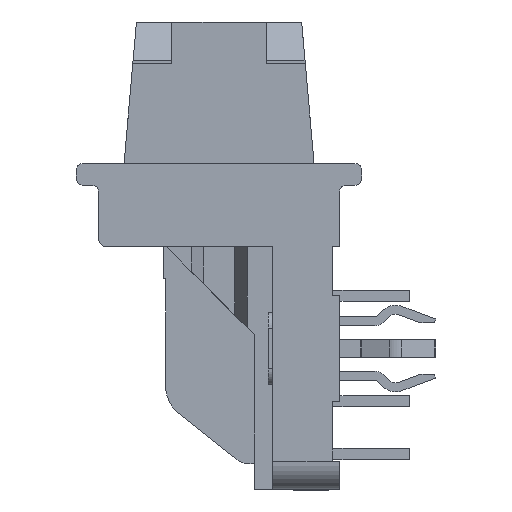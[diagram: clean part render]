
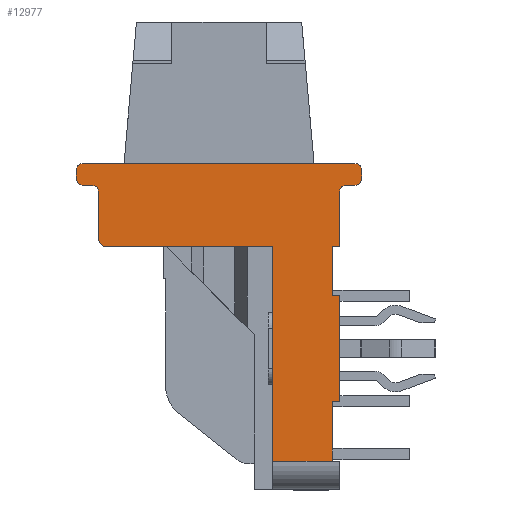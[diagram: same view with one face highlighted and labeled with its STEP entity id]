
A CAD part, left-side view. The second image highlights one B-rep face of the part: STEP entity #12977.
In plain terms, the highlighted planar face has unit normal (-1, 0, 0).
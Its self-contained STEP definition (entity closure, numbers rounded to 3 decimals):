
#1202=DIRECTION('',(0.,-1.,0.));
#1203=VECTOR('',#1202,6.02);
#1204=CARTESIAN_POINT('',(-26.226,4.089,-8.001));
#1205=LINE('',#1204,#1203);
#1322=DIRECTION('',(0.,0.,1.));
#1323=VECTOR('',#1322,3.81);
#1324=CARTESIAN_POINT('',(-26.226,-4.343,-13.589));
#1325=LINE('',#1324,#1323);
#1334=DIRECTION('',(0.,0.,1.));
#1335=VECTOR('',#1334,1.956);
#1336=CARTESIAN_POINT('',(-26.226,-4.343,-8.001));
#1337=LINE('',#1336,#1335);
#1492=DIRECTION('',(0.,1.,0.));
#1493=VECTOR('',#1492,2.159);
#1494=CARTESIAN_POINT('',(-26.226,-4.089,-15.748));
#1495=LINE('',#1494,#1493);
#1496=CARTESIAN_POINT('',(-26.226,4.089,-7.747));
#1497=DIRECTION('',(1.,0.,0.));
#1498=DIRECTION('',(0.,0.,-1.));
#1499=AXIS2_PLACEMENT_3D('',#1496,#1497,#1498);
#1501=DIRECTION('',(0.,0.,1.));
#1502=VECTOR('',#1501,1.702);
#1503=CARTESIAN_POINT('',(-26.226,4.343,-7.747));
#1504=LINE('',#1503,#1502);
#1505=CARTESIAN_POINT('',(-26.226,4.597,-6.045));
#1506=DIRECTION('',(-1.,0.,0.));
#1507=DIRECTION('',(0.,-1.,0.));
#1508=AXIS2_PLACEMENT_3D('',#1505,#1506,#1507);
#1510=DIRECTION('',(0.,1.,0.));
#1511=VECTOR('',#1510,0.305);
#1512=CARTESIAN_POINT('',(-26.226,4.597,-5.791));
#1513=LINE('',#1512,#1511);
#1514=CARTESIAN_POINT('',(-26.226,4.902,-5.537));
#1515=DIRECTION('',(1.,0.,0.));
#1516=DIRECTION('',(0.,0.,-1.));
#1517=AXIS2_PLACEMENT_3D('',#1514,#1515,#1516);
#1519=DIRECTION('',(0.,0.,1.));
#1520=VECTOR('',#1519,0.279);
#1521=CARTESIAN_POINT('',(-26.226,5.156,-5.537));
#1522=LINE('',#1521,#1520);
#1523=CARTESIAN_POINT('',(-26.226,4.902,-5.258));
#1524=DIRECTION('',(1.,0.,0.));
#1525=DIRECTION('',(0.,1.,0.));
#1526=AXIS2_PLACEMENT_3D('',#1523,#1524,#1525);
#1528=DIRECTION('',(0.,-1.,0.));
#1529=VECTOR('',#1528,9.804);
#1530=CARTESIAN_POINT('',(-26.226,4.902,-5.004));
#1531=LINE('',#1530,#1529);
#1532=CARTESIAN_POINT('',(-26.226,-4.902,-5.258));
#1533=DIRECTION('',(1.,0.,0.));
#1534=DIRECTION('',(0.,0.,1.));
#1535=AXIS2_PLACEMENT_3D('',#1532,#1533,#1534);
#1537=DIRECTION('',(0.,0.,-1.));
#1538=VECTOR('',#1537,0.279);
#1539=CARTESIAN_POINT('',(-26.226,-5.156,-5.258));
#1540=LINE('',#1539,#1538);
#1541=CARTESIAN_POINT('',(-26.226,-4.902,-5.537));
#1542=DIRECTION('',(1.,0.,0.));
#1543=DIRECTION('',(0.,-1.,0.));
#1544=AXIS2_PLACEMENT_3D('',#1541,#1542,#1543);
#1546=DIRECTION('',(0.,1.,0.));
#1547=VECTOR('',#1546,0.305);
#1548=CARTESIAN_POINT('',(-26.226,-4.902,-5.791));
#1549=LINE('',#1548,#1547);
#1550=CARTESIAN_POINT('',(-26.226,-4.597,-6.045));
#1551=DIRECTION('',(-1.,0.,0.));
#1552=DIRECTION('',(0.,0.,1.));
#1553=AXIS2_PLACEMENT_3D('',#1550,#1551,#1552);
#1555=DIRECTION('',(0.,-1.,0.));
#1556=VECTOR('',#1555,0.254);
#1557=CARTESIAN_POINT('',(-26.226,-4.089,-8.001));
#1558=LINE('',#1557,#1556);
#1559=DIRECTION('',(0.,0.,1.));
#1560=VECTOR('',#1559,1.778);
#1561=CARTESIAN_POINT('',(-26.226,-4.089,-9.779));
#1562=LINE('',#1561,#1560);
#1563=DIRECTION('',(0.,1.,0.));
#1564=VECTOR('',#1563,0.254);
#1565=CARTESIAN_POINT('',(-26.226,-4.343,-9.779));
#1566=LINE('',#1565,#1564);
#1567=DIRECTION('',(0.,-1.,0.));
#1568=VECTOR('',#1567,0.254);
#1569=CARTESIAN_POINT('',(-26.226,-4.089,-13.589));
#1570=LINE('',#1569,#1568);
#1571=DIRECTION('',(0.,0.,1.));
#1572=VECTOR('',#1571,2.159);
#1573=CARTESIAN_POINT('',(-26.226,-4.089,-15.748));
#1574=LINE('',#1573,#1572);
#1656=DIRECTION('',(0.,0.,-1.));
#1657=VECTOR('',#1656,7.747);
#1658=CARTESIAN_POINT('',(-26.226,-1.93,-8.001));
#1659=LINE('',#1658,#1657);
#8968=CARTESIAN_POINT('',(-26.226,4.089,-8.001));
#8969=CARTESIAN_POINT('',(-26.226,4.343,-7.747));
#8970=VERTEX_POINT('',#8968);
#8971=VERTEX_POINT('',#8969);
#8972=CARTESIAN_POINT('',(-26.226,4.343,-6.045));
#8973=VERTEX_POINT('',#8972);
#8974=CARTESIAN_POINT('',(-26.226,4.597,-5.791));
#8975=VERTEX_POINT('',#8974);
#8976=CARTESIAN_POINT('',(-26.226,4.902,-5.791));
#8977=VERTEX_POINT('',#8976);
#8978=CARTESIAN_POINT('',(-26.226,5.156,-5.537));
#8979=VERTEX_POINT('',#8978);
#8980=CARTESIAN_POINT('',(-26.226,5.156,-5.258));
#8981=VERTEX_POINT('',#8980);
#8982=CARTESIAN_POINT('',(-26.226,4.902,-5.004));
#8983=VERTEX_POINT('',#8982);
#8984=CARTESIAN_POINT('',(-26.226,-4.902,-5.004));
#8985=VERTEX_POINT('',#8984);
#8986=CARTESIAN_POINT('',(-26.226,-5.156,-5.258));
#8987=VERTEX_POINT('',#8986);
#8988=CARTESIAN_POINT('',(-26.226,-5.156,-5.537));
#8989=VERTEX_POINT('',#8988);
#8990=CARTESIAN_POINT('',(-26.226,-4.902,-5.791));
#8991=VERTEX_POINT('',#8990);
#8992=CARTESIAN_POINT('',(-26.226,-4.597,-5.791));
#8993=VERTEX_POINT('',#8992);
#8994=CARTESIAN_POINT('',(-26.226,-4.343,-6.045));
#8995=VERTEX_POINT('',#8994);
#10056=CARTESIAN_POINT('',(-26.226,-1.93,-8.001));
#10057=VERTEX_POINT('',#10056);
#10068=CARTESIAN_POINT('',(-26.226,-4.343,-9.779));
#10069=CARTESIAN_POINT('',(-26.226,-4.089,-9.779));
#10070=VERTEX_POINT('',#10068);
#10071=VERTEX_POINT('',#10069);
#10072=CARTESIAN_POINT('',(-26.226,-4.089,-8.001));
#10073=VERTEX_POINT('',#10072);
#10074=CARTESIAN_POINT('',(-26.226,-4.089,-15.748));
#10075=CARTESIAN_POINT('',(-26.226,-4.089,-13.589));
#10076=VERTEX_POINT('',#10074);
#10077=VERTEX_POINT('',#10075);
#10078=CARTESIAN_POINT('',(-26.226,-4.343,-13.589));
#10079=VERTEX_POINT('',#10078);
#10582=CARTESIAN_POINT('',(-26.226,-4.343,-8.001));
#10583=VERTEX_POINT('',#10582);
#11753=CARTESIAN_POINT('',(-26.226,-1.93,-15.748));
#11755=VERTEX_POINT('',#11753);
#12929=CARTESIAN_POINT('',(-26.226,0.,0.));
#12930=DIRECTION('',(1.,0.,0.));
#12931=DIRECTION('',(0.,-1.,0.));
#12932=AXIS2_PLACEMENT_3D('',#12929,#12930,#12931);
#12933=PLANE('',#12932);
#12935=ORIENTED_EDGE('',*,*,#12934,.T.);
#12937=ORIENTED_EDGE('',*,*,#12936,.F.);
#12938=ORIENTED_EDGE('',*,*,#12682,.F.);
#12940=ORIENTED_EDGE('',*,*,#12939,.T.);
#12942=ORIENTED_EDGE('',*,*,#12941,.T.);
#12944=ORIENTED_EDGE('',*,*,#12943,.T.);
#12946=ORIENTED_EDGE('',*,*,#12945,.T.);
#12948=ORIENTED_EDGE('',*,*,#12947,.T.);
#12950=ORIENTED_EDGE('',*,*,#12949,.T.);
#12952=ORIENTED_EDGE('',*,*,#12951,.T.);
#12954=ORIENTED_EDGE('',*,*,#12953,.T.);
#12956=ORIENTED_EDGE('',*,*,#12955,.T.);
#12958=ORIENTED_EDGE('',*,*,#12957,.T.);
#12960=ORIENTED_EDGE('',*,*,#12959,.T.);
#12962=ORIENTED_EDGE('',*,*,#12961,.T.);
#12964=ORIENTED_EDGE('',*,*,#12963,.T.);
#12965=ORIENTED_EDGE('',*,*,#12858,.F.);
#12966=ORIENTED_EDGE('',*,*,#12652,.F.);
#12968=ORIENTED_EDGE('',*,*,#12967,.F.);
#12969=ORIENTED_EDGE('',*,*,#12904,.F.);
#12970=ORIENTED_EDGE('',*,*,#12751,.F.);
#12972=ORIENTED_EDGE('',*,*,#12971,.F.);
#12974=ORIENTED_EDGE('',*,*,#12973,.F.);
#12975=EDGE_LOOP('',(#12935,#12937,#12938,#12940,#12942,#12944,#12946,#12948,
#12950,#12952,#12954,#12956,#12958,#12960,#12962,#12964,#12965,#12966,#12968,
#12969,#12970,#12972,#12974));
#12976=FACE_OUTER_BOUND('',#12975,.F.);
#12977=ADVANCED_FACE('',(#12976),#12933,.F.);
#1500=CIRCLE('',#1499,0.254);
#1509=CIRCLE('',#1508,0.254);
#1518=CIRCLE('',#1517,0.254);
#1527=CIRCLE('',#1526,0.254);
#1536=CIRCLE('',#1535,0.254);
#1545=CIRCLE('',#1544,0.254);
#1554=CIRCLE('',#1553,0.254);
#12652=EDGE_CURVE('',#10073,#10583,#1558,.T.);
#12682=EDGE_CURVE('',#8970,#10057,#1205,.T.);
#12751=EDGE_CURVE('',#10079,#10070,#1325,.T.);
#12858=EDGE_CURVE('',#10583,#8995,#1337,.T.);
#12904=EDGE_CURVE('',#10070,#10071,#1566,.T.);
#12934=EDGE_CURVE('',#10076,#11755,#1495,.T.);
#12936=EDGE_CURVE('',#10057,#11755,#1659,.T.);
#12939=EDGE_CURVE('',#8970,#8971,#1500,.T.);
#12941=EDGE_CURVE('',#8971,#8973,#1504,.T.);
#12943=EDGE_CURVE('',#8973,#8975,#1509,.T.);
#12945=EDGE_CURVE('',#8975,#8977,#1513,.T.);
#12947=EDGE_CURVE('',#8977,#8979,#1518,.T.);
#12949=EDGE_CURVE('',#8979,#8981,#1522,.T.);
#12951=EDGE_CURVE('',#8981,#8983,#1527,.T.);
#12953=EDGE_CURVE('',#8983,#8985,#1531,.T.);
#12955=EDGE_CURVE('',#8985,#8987,#1536,.T.);
#12957=EDGE_CURVE('',#8987,#8989,#1540,.T.);
#12959=EDGE_CURVE('',#8989,#8991,#1545,.T.);
#12961=EDGE_CURVE('',#8991,#8993,#1549,.T.);
#12963=EDGE_CURVE('',#8993,#8995,#1554,.T.);
#12967=EDGE_CURVE('',#10071,#10073,#1562,.T.);
#12971=EDGE_CURVE('',#10077,#10079,#1570,.T.);
#12973=EDGE_CURVE('',#10076,#10077,#1574,.T.);
